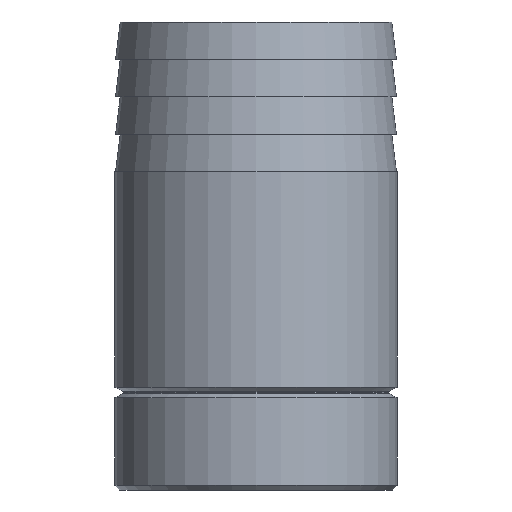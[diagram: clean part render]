
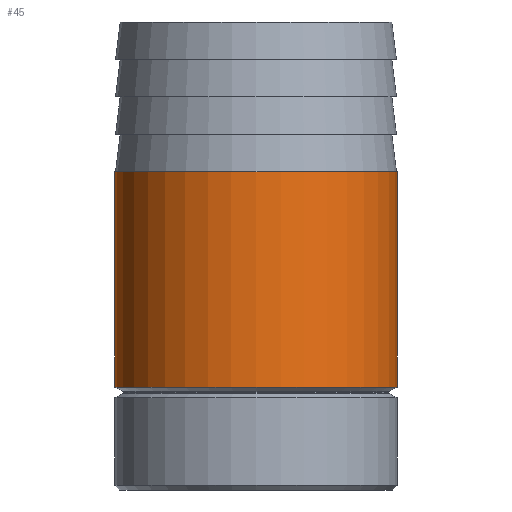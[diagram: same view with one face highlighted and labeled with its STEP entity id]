
A CAD part, front view. The second image highlights one B-rep face of the part: STEP entity #45.
In plain terms, the highlighted cylindrical face has radius 30.15 mm (diameter 60.3 mm), a partial arc.
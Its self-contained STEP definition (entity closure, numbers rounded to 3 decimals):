
#39 = ORIENTED_EDGE ( 'NONE', *, *, #50, .F. ) ;
#41 = VERTEX_POINT ( 'NONE', #231 ) ;
#44 = EDGE_CURVE ( 'NONE', #75, #47, #220, .T. ) ;
#45 = ADVANCED_FACE ( 'NONE', ( #278 ), #277, .T. ) ;
#47 = VERTEX_POINT ( 'NONE', #270 ) ;
#50 = EDGE_CURVE ( 'NONE', #148, #41, #265, .T. ) ;
#67 = EDGE_LOOP ( 'NONE', ( #39, #107, #106, #108 ) ) ;
#75 = VERTEX_POINT ( 'NONE', #288 ) ;
#104 = EDGE_CURVE ( 'NONE', #148, #75, #361, .T. ) ;
#106 = ORIENTED_EDGE ( 'NONE', *, *, #44, .T. ) ;
#107 = ORIENTED_EDGE ( 'NONE', *, *, #104, .T. ) ;
#108 = ORIENTED_EDGE ( 'NONE', *, *, #109, .F. ) ;
#109 = EDGE_CURVE ( 'NONE', #41, #47, #349, .T. ) ;
#148 = VERTEX_POINT ( 'NONE', #412 ) ;
#217 = DIRECTION ( 'NONE',  ( 0., 0., 1. ) ) ;
#218 = VECTOR ( 'NONE', #217, 1000. ) ;
#219 = CARTESIAN_POINT ( 'NONE',  ( 30.15, 0., 0. ) ) ;
#220 = LINE ( 'NONE', #219, #218 ) ;
#231 = CARTESIAN_POINT ( 'NONE',  ( -30.15, 0., -32. ) ) ;
#262 = DIRECTION ( 'NONE',  ( 0., 0., 1. ) ) ;
#263 = VECTOR ( 'NONE', #262, 1000. ) ;
#264 = CARTESIAN_POINT ( 'NONE',  ( -30.15, 0., 0. ) ) ;
#265 = LINE ( 'NONE', #264, #263 ) ;
#270 = CARTESIAN_POINT ( 'NONE',  ( 30.15, 0., -32. ) ) ;
#272 = DIRECTION ( 'NONE',  ( 1., 0., 0. ) ) ;
#273 = DIRECTION ( 'NONE',  ( 0., 0., 1. ) ) ;
#274 = CARTESIAN_POINT ( 'NONE',  ( 0., 0., 0. ) ) ;
#275 = AXIS2_PLACEMENT_3D ( 'NONE', #274, #273, #272 ) ;
#277 = CYLINDRICAL_SURFACE ( 'NONE', #275, 30.15 ) ;
#278 = FACE_OUTER_BOUND ( 'NONE', #67, .T. ) ;
#288 = CARTESIAN_POINT ( 'NONE',  ( 30.15, 0., -78. ) ) ;
#342 = DIRECTION ( 'NONE',  ( 1., 0., 0. ) ) ;
#343 = DIRECTION ( 'NONE',  ( 0., 0., 1. ) ) ;
#344 = CARTESIAN_POINT ( 'NONE',  ( 0., 0., -32. ) ) ;
#345 = AXIS2_PLACEMENT_3D ( 'NONE', #344, #343, #342 ) ;
#349 = CIRCLE ( 'NONE', #345, 30.15 ) ;
#354 = DIRECTION ( 'NONE',  ( 1., 0., 0. ) ) ;
#355 = DIRECTION ( 'NONE',  ( 0., 0., 1. ) ) ;
#356 = CARTESIAN_POINT ( 'NONE',  ( 0., 0., -78. ) ) ;
#357 = AXIS2_PLACEMENT_3D ( 'NONE', #356, #355, #354 ) ;
#361 = CIRCLE ( 'NONE', #357, 30.15 ) ;
#412 = CARTESIAN_POINT ( 'NONE',  ( -30.15, 0., -78. ) ) ;
